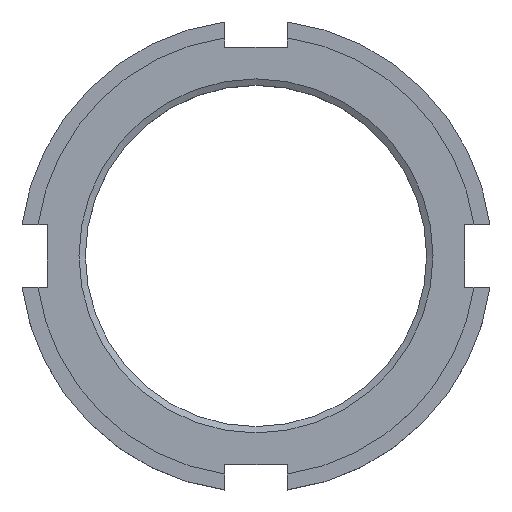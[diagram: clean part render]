
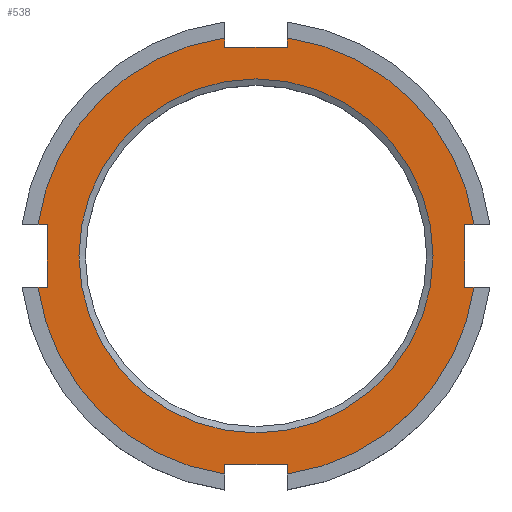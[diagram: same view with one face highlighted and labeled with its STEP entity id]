
A CAD part, top view. The second image highlights one B-rep face of the part: STEP entity #538.
In plain terms, the highlighted planar face has unit normal (0, 0, 1).
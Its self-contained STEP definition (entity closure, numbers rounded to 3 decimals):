
#25=PLANE('',#592);
#58=LINE('',#841,#114);
#59=LINE('',#844,#115);
#60=LINE('',#848,#116);
#61=LINE('',#850,#117);
#62=LINE('',#852,#118);
#63=LINE('',#853,#119);
#64=LINE('',#855,#120);
#65=LINE('',#857,#121);
#66=LINE('',#858,#122);
#67=LINE('',#860,#123);
#68=LINE('',#862,#124);
#69=LINE('',#863,#125);
#114=VECTOR('',#684,1000.);
#115=VECTOR('',#685,1000.);
#116=VECTOR('',#688,1000.);
#117=VECTOR('',#689,1000.);
#118=VECTOR('',#690,1000.);
#119=VECTOR('',#691,1000.);
#120=VECTOR('',#692,1000.);
#121=VECTOR('',#693,1000.);
#122=VECTOR('',#694,1000.);
#123=VECTOR('',#695,1000.);
#124=VECTOR('',#696,1000.);
#125=VECTOR('',#697,1000.);
#188=ORIENTED_EDGE('',*,*,#334,.T.);
#189=ORIENTED_EDGE('',*,*,#335,.T.);
#190=ORIENTED_EDGE('',*,*,#336,.F.);
#191=ORIENTED_EDGE('',*,*,#337,.T.);
#192=ORIENTED_EDGE('',*,*,#338,.T.);
#193=ORIENTED_EDGE('',*,*,#339,.T.);
#194=ORIENTED_EDGE('',*,*,#314,.F.);
#195=ORIENTED_EDGE('',*,*,#340,.T.);
#196=ORIENTED_EDGE('',*,*,#341,.T.);
#197=ORIENTED_EDGE('',*,*,#342,.T.);
#198=ORIENTED_EDGE('',*,*,#310,.F.);
#199=ORIENTED_EDGE('',*,*,#343,.T.);
#200=ORIENTED_EDGE('',*,*,#344,.T.);
#201=ORIENTED_EDGE('',*,*,#345,.T.);
#202=ORIENTED_EDGE('',*,*,#306,.F.);
#203=ORIENTED_EDGE('',*,*,#346,.T.);
#204=ORIENTED_EDGE('',*,*,#347,.T.);
#306=EDGE_CURVE('',#382,#383,#433,.T.);
#310=EDGE_CURVE('',#386,#387,#435,.T.);
#314=EDGE_CURVE('',#390,#391,#437,.T.);
#334=EDGE_CURVE('',#404,#405,#58,.T.);
#335=EDGE_CURVE('',#405,#406,#59,.T.);
#336=EDGE_CURVE('',#407,#406,#444,.T.);
#337=EDGE_CURVE('',#407,#408,#60,.T.);
#338=EDGE_CURVE('',#408,#409,#61,.T.);
#339=EDGE_CURVE('',#409,#391,#62,.T.);
#340=EDGE_CURVE('',#390,#410,#63,.T.);
#341=EDGE_CURVE('',#410,#411,#64,.T.);
#342=EDGE_CURVE('',#411,#387,#65,.T.);
#343=EDGE_CURVE('',#386,#412,#66,.T.);
#344=EDGE_CURVE('',#412,#413,#67,.T.);
#345=EDGE_CURVE('',#413,#383,#68,.T.);
#346=EDGE_CURVE('',#382,#404,#69,.T.);
#347=EDGE_CURVE('',#414,#414,#445,.T.);
#382=VERTEX_POINT('',#782);
#383=VERTEX_POINT('',#784);
#386=VERTEX_POINT('',#791);
#387=VERTEX_POINT('',#793);
#390=VERTEX_POINT('',#800);
#391=VERTEX_POINT('',#802);
#404=VERTEX_POINT('',#842);
#405=VERTEX_POINT('',#843);
#406=VERTEX_POINT('',#845);
#407=VERTEX_POINT('',#847);
#408=VERTEX_POINT('',#849);
#409=VERTEX_POINT('',#851);
#410=VERTEX_POINT('',#854);
#411=VERTEX_POINT('',#856);
#412=VERTEX_POINT('',#859);
#413=VERTEX_POINT('',#861);
#414=VERTEX_POINT('',#865);
#433=CIRCLE('',#573,28.);
#435=CIRCLE('',#576,28.);
#437=CIRCLE('',#579,28.);
#444=CIRCLE('',#593,28.);
#445=CIRCLE('',#594,22.5);
#461=EDGE_LOOP('',(#188,#189,#190,#191,#192,#193,#194,#195,#196,#197,#198,
#199,#200,#201,#202,#203));
#462=EDGE_LOOP('',(#204));
#495=FACE_BOUND('',#461,.T.);
#496=FACE_BOUND('',#462,.T.);
#538=ADVANCED_FACE('',(#495,#496),#25,.F.);
#573=AXIS2_PLACEMENT_3D('',#783,#627,#628);
#576=AXIS2_PLACEMENT_3D('',#792,#635,#636);
#579=AXIS2_PLACEMENT_3D('',#801,#643,#644);
#592=AXIS2_PLACEMENT_3D('',#840,#682,#683);
#593=AXIS2_PLACEMENT_3D('',#846,#686,#687);
#594=AXIS2_PLACEMENT_3D('',#864,#698,#699);
#627=DIRECTION('',(0.,0.,-1.));
#628=DIRECTION('',(-1.,0.,0.));
#635=DIRECTION('',(0.,0.,-1.));
#636=DIRECTION('',(-1.,0.,0.));
#643=DIRECTION('',(0.,0.,-1.));
#644=DIRECTION('',(-1.,0.,0.));
#682=DIRECTION('',(0.,0.,-1.));
#683=DIRECTION('',(-1.,0.,0.));
#684=DIRECTION('',(-1.,0.,0.));
#685=DIRECTION('',(0.,1.,0.));
#686=DIRECTION('',(0.,0.,-1.));
#687=DIRECTION('',(-1.,0.,0.));
#688=DIRECTION('',(1.,0.,0.));
#689=DIRECTION('',(0.,-1.,0.));
#690=DIRECTION('',(-1.,0.,0.));
#691=DIRECTION('',(0.,1.,0.));
#692=DIRECTION('',(1.,0.,0.));
#693=DIRECTION('',(0.,-1.,0.));
#694=DIRECTION('',(-1.,0.,0.));
#695=DIRECTION('',(0.,1.,0.));
#696=DIRECTION('',(1.,0.,0.));
#697=DIRECTION('',(0.,-1.,0.));
#698=DIRECTION('',(0.,0.,-1.));
#699=DIRECTION('',(-1.,0.,0.));
#782=CARTESIAN_POINT('',(4.,27.713,5.));
#783=CARTESIAN_POINT('',(0.,0.,5.));
#784=CARTESIAN_POINT('',(27.713,4.,5.));
#791=CARTESIAN_POINT('',(27.713,-4.,5.));
#792=CARTESIAN_POINT('',(0.,0.,5.));
#793=CARTESIAN_POINT('',(4.,-27.713,5.));
#800=CARTESIAN_POINT('',(-4.,-27.713,5.));
#801=CARTESIAN_POINT('',(0.,0.,5.));
#802=CARTESIAN_POINT('',(-27.713,-4.,5.));
#840=CARTESIAN_POINT('',(0.,0.,5.));
#841=CARTESIAN_POINT('',(4.,26.5,5.));
#842=CARTESIAN_POINT('',(4.,26.5,5.));
#843=CARTESIAN_POINT('',(-4.,26.5,5.));
#844=CARTESIAN_POINT('',(-4.,26.5,5.));
#845=CARTESIAN_POINT('',(-4.,27.713,5.));
#846=CARTESIAN_POINT('',(0.,0.,5.));
#847=CARTESIAN_POINT('',(-27.713,4.,5.));
#848=CARTESIAN_POINT('',(-29.732,4.,5.));
#849=CARTESIAN_POINT('',(-26.5,4.,5.));
#850=CARTESIAN_POINT('',(-26.5,4.,5.));
#851=CARTESIAN_POINT('',(-26.5,-4.,5.));
#852=CARTESIAN_POINT('',(-26.5,-4.,5.));
#853=CARTESIAN_POINT('',(-4.,-29.732,5.));
#854=CARTESIAN_POINT('',(-4.,-26.5,5.));
#855=CARTESIAN_POINT('',(-4.,-26.5,5.));
#856=CARTESIAN_POINT('',(4.,-26.5,5.));
#857=CARTESIAN_POINT('',(4.,-26.5,5.));
#858=CARTESIAN_POINT('',(29.732,-4.,5.));
#859=CARTESIAN_POINT('',(26.5,-4.,5.));
#860=CARTESIAN_POINT('',(26.5,-4.,5.));
#861=CARTESIAN_POINT('',(26.5,4.,5.));
#862=CARTESIAN_POINT('',(26.5,4.,5.));
#863=CARTESIAN_POINT('',(4.,29.732,5.));
#864=CARTESIAN_POINT('',(0.,0.,5.));
#865=CARTESIAN_POINT('',(-22.5,0.,5.));
